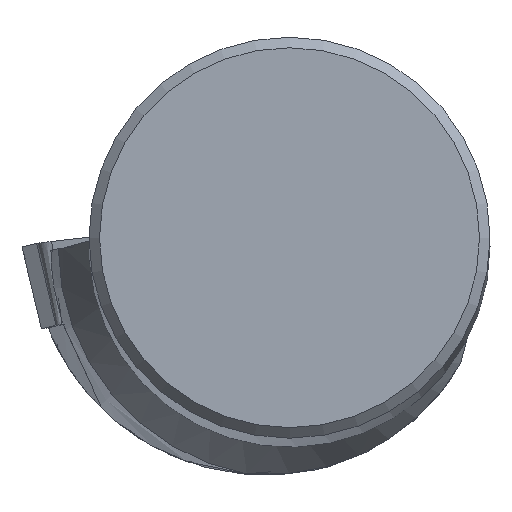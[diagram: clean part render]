
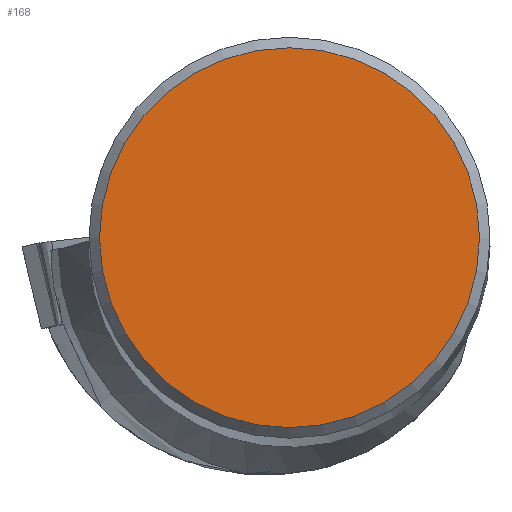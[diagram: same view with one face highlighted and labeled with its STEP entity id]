
A CAD part, top view. The second image highlights one B-rep face of the part: STEP entity #168.
In plain terms, the highlighted planar face has unit normal (0, 0, 1).
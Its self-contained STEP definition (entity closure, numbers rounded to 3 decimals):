
#136=FACE_OUTER_BOUND('',#319,.T.);
#168=ADVANCED_FACE('',(#136),#191,.T.);
#191=PLANE('',#800);
#319=EDGE_LOOP('',(#447));
#447=ORIENTED_EDGE('',*,*,#623,.T.);
#550=VERTEX_POINT('',#1325);
#623=EDGE_CURVE('',#550,#550,#663,.T.);
#663=CIRCLE('',#799,9.016);
#799=AXIS2_PLACEMENT_3D('',#1324,#951,#952);
#800=AXIS2_PLACEMENT_3D('',#1326,#953,#954);
#951=DIRECTION('',(0.,0.,1.));
#952=DIRECTION('',(1.,0.,0.));
#953=DIRECTION('',(0.,0.,1.));
#954=DIRECTION('',(1.,0.,0.));
#1324=CARTESIAN_POINT('',(0.,0.,0.));
#1325=CARTESIAN_POINT('',(9.016,0.,0.));
#1326=CARTESIAN_POINT('',(0.,0.,
0.));
